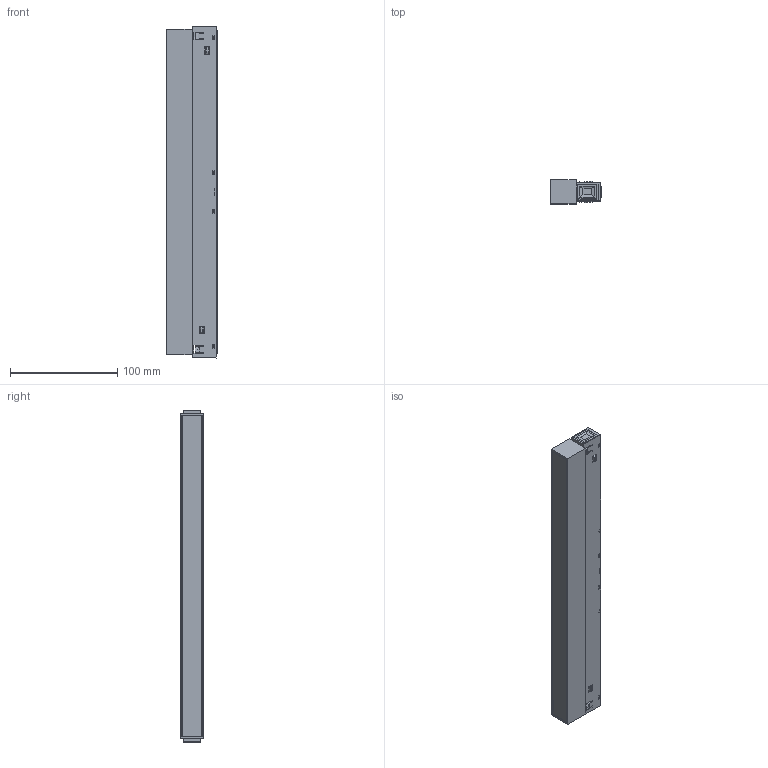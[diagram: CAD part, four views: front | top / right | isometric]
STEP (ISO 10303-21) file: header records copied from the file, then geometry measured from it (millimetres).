
FILE_DESCRIPTION((''),'2;1');
FILE_NAME('204-300_ASM','2022-06-08T',('Administrator'),(''),'PRO/ENGINEER BY PARAMETRIC TECHNOLOGY CORPORATION, 2014320','PRO/ENGINEER BY PARAMETRIC TECHNOLOGY CORPORATION, 2014320','');
FILE_SCHEMA(('CONFIG_CONTROL_DESIGN'));
Length unit declared in the file: millimetre
Products named in the file (17): DENGTONG300; GUANGYUAN299; M2-5-4; KUOSANBAN300; PRT0027; PRODUCT_9488; PRT0028; PRODUCT_4148; PRODUCT_34002_ASM; PRODUCT_7982_ASM; PRT0029; PRT0030; PRT0031; PRODUCT_30656; 310________________ASM; 310__ASM; 204-300_ASM
Assembly tree (26 placements, depth 6):
  204-300_ASM
    DENGTONG300
    GUANGYUAN299
    M2-5-4  x8
    KUOSANBAN300
    310__ASM
      310________________ASM
        PRT0027  x2
        PRODUCT_7982_ASM
          PRODUCT_9488
          PRODUCT_34002_ASM  x2
            PRT0028
            PRODUCT_4148
        PRT0029
        PRT0030  x2
        PRT0031
        PRODUCT_30656
Bounding box: 47.6 x 22 x 310 mm (x, y, z)
Volume: 92569.7 mm3; surface area: 142854.3 mm2
Topology: 23 solids, 23 shells, 2070 faces, 5336 edges, 3346 vertices
Faces by surface type: plane 1188, cylinder 584, bspline 160, sphere 48, torus 34, extrusion 32, cone 24
Entity records: 50288 total; most frequent: CARTESIAN_POINT 15218, ORIENTED_EDGE 7414, DIRECTION 6726, EDGE_CURVE 3707, VECTOR 2934, LINE 2918, VERTEX_POINT 2403, AXIS2_PLACEMENT_3D 1896
